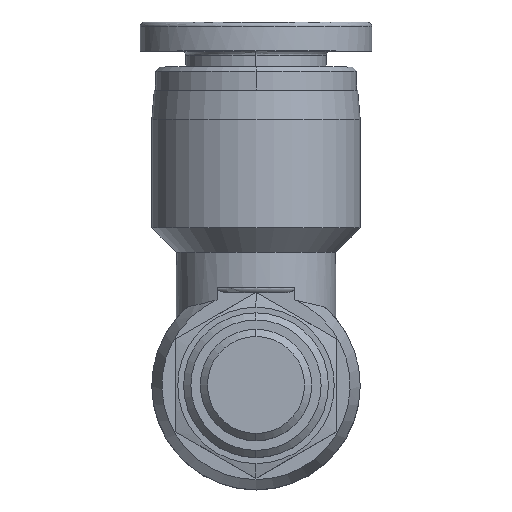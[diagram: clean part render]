
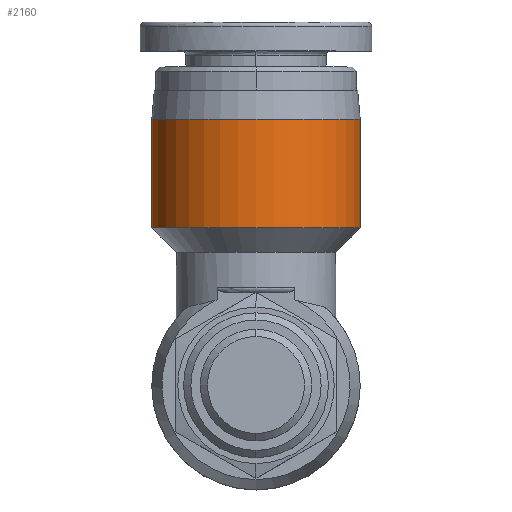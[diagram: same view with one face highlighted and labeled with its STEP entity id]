
A CAD part, top view. The second image highlights one B-rep face of the part: STEP entity #2160.
In plain terms, the highlighted cylindrical face has radius 7.2 mm (diameter 14.4 mm), a partial arc.
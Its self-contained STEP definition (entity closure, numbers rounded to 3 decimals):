
#2092=CARTESIAN_POINT('',(7.2,10.9,2.75));
#2093=VERTEX_POINT('',#2092);
#2102=CARTESIAN_POINT('',(-7.2,10.9,2.75));
#2103=VERTEX_POINT('',#2102);
#2104=CARTESIAN_POINT('',(0.,10.9,2.75));
#2105=DIRECTION('',(0.0,-1.0,0.0));
#2106=DIRECTION('',(1.0,0.0,0.0));
#2107=AXIS2_PLACEMENT_3D('',#2104,#2105,#2106);
#2108=CIRCLE('',#2107,7.2);
#2109=EDGE_CURVE('',#2093,#2103,#2108,.T.);
#2129=CARTESIAN_POINT('',(0.,10.9,2.75));
#2130=DIRECTION('',(0.0,1.0,0.));
#2131=DIRECTION('',(1.0,0.0,0.0));
#2132=AXIS2_PLACEMENT_3D('',#2129,#2130,#2131);
#2133=CYLINDRICAL_SURFACE('',#2132,7.2);
#2134=CARTESIAN_POINT('',(7.2,18.4,2.75));
#2135=VERTEX_POINT('',#2134);
#2136=CARTESIAN_POINT('',(7.2,18.4,2.75));
#2137=DIRECTION('',(0.0,-1.0,0.0));
#2138=VECTOR('',#2137,7.5);
#2139=LINE('',#2136,#2138);
#2140=EDGE_CURVE('',#2135,#2093,#2139,.T.);
#2141=ORIENTED_EDGE('',*,*,#2140,.F.);
#2142=CARTESIAN_POINT('',(-7.2,18.4,2.75));
#2143=VERTEX_POINT('',#2142);
#2144=CARTESIAN_POINT('',(0.,18.4,2.75));
#2145=DIRECTION('',(0.0,1.0,0.0));
#2146=DIRECTION('',(-1.0,0.0,0.0));
#2147=AXIS2_PLACEMENT_3D('',#2144,#2145,#2146);
#2148=CIRCLE('',#2147,7.2);
#2149=EDGE_CURVE('',#2143,#2135,#2148,.T.);
#2150=ORIENTED_EDGE('',*,*,#2149,.F.);
#2151=CARTESIAN_POINT('',(-7.2,18.4,2.75));
#2152=DIRECTION('',(0.0,-1.0,0.0));
#2153=VECTOR('',#2152,7.5);
#2154=LINE('',#2151,#2153);
#2155=EDGE_CURVE('',#2143,#2103,#2154,.T.);
#2156=ORIENTED_EDGE('',*,*,#2155,.T.);
#2157=ORIENTED_EDGE('',*,*,#2109,.F.);
#2158=EDGE_LOOP('',(#2141,#2150,#2156,#2157));
#2159=FACE_OUTER_BOUND('',#2158,.T.);
#2160=ADVANCED_FACE('',(#2159),#2133,.T.);
